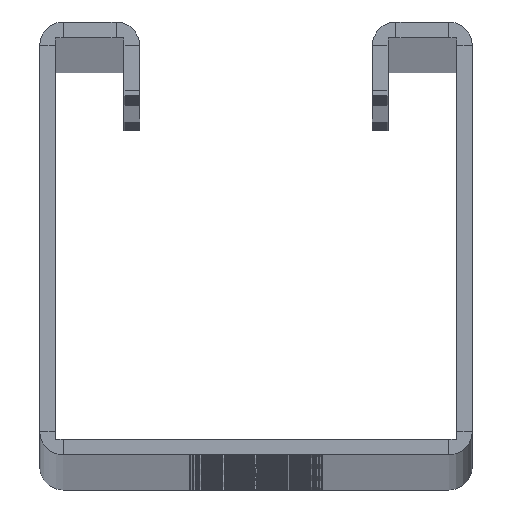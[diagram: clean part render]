
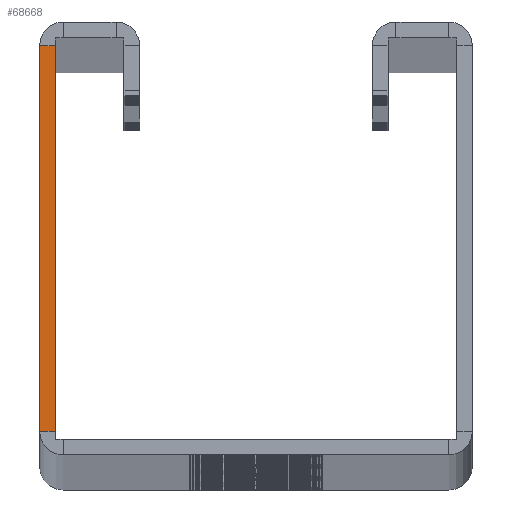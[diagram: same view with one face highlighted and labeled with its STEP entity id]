
A CAD part, top view. The second image highlights one B-rep face of the part: STEP entity #68668.
In plain terms, the highlighted planar face has unit normal (0, 0, 1).
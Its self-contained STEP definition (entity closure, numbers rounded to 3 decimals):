
#2592 = VECTOR ( 'NONE', #39904, 1000. ) ;
#2887 = DIRECTION ( 'NONE',  ( 0., 0., 1. ) ) ;
#3595 = VECTOR ( 'NONE', #52056, 1000. ) ;
#3772 = ORIENTED_EDGE ( 'NONE', *, *, #17775, .T. ) ;
#4000 = DIRECTION ( 'NONE',  ( 1., 0., 0. ) ) ;
#5307 = ORIENTED_EDGE ( 'NONE', *, *, #48713, .T. ) ;
#6438 = EDGE_CURVE ( 'NONE', #69220, #63524, #51071, .T. ) ;
#7648 = EDGE_CURVE ( 'NONE', #30921, #36414, #22215, .T. ) ;
#9594 = CARTESIAN_POINT ( 'NONE',  ( -20.5, 38.75, 0. ) ) ;
#10466 = EDGE_LOOP ( 'NONE', ( #57045, #3772, #65989, #5307 ) ) ;
#14925 = CARTESIAN_POINT ( 'NONE',  ( -20.5, 2.25, 0. ) ) ;
#15984 = VECTOR ( 'NONE', #4000, 1000. ) ;
#17664 = LINE ( 'NONE', #57882, #15984 ) ;
#17775 = EDGE_CURVE ( 'NONE', #30921, #69220, #17664, .T. ) ;
#19196 = CARTESIAN_POINT ( 'NONE',  ( -19., 38.75, 0. ) ) ;
#22215 = LINE ( 'NONE', #40713, #3595 ) ;
#29560 = DIRECTION ( 'NONE',  ( 1., 0., 0. ) ) ;
#30921 = VERTEX_POINT ( 'NONE', #14925 ) ;
#34501 = PLANE ( 'NONE',  #63916 ) ;
#34510 = DIRECTION ( 'NONE',  ( 0., 1., 0. ) ) ;
#34986 = CARTESIAN_POINT ( 'NONE',  ( -19., 0., 0. ) ) ;
#35529 = LINE ( 'NONE', #19196, #2592 ) ;
#36414 = VERTEX_POINT ( 'NONE', #9594 ) ;
#39904 = DIRECTION ( 'NONE',  ( -1., 0., 0. ) ) ;
#40713 = CARTESIAN_POINT ( 'NONE',  ( -20.5, 0., 0. ) ) ;
#45025 = CARTESIAN_POINT ( 'NONE',  ( -19., 38.75, 0. ) ) ;
#45608 = FACE_OUTER_BOUND ( 'NONE', #10466, .T. ) ;
#48713 = EDGE_CURVE ( 'NONE', #63524, #36414, #35529, .T. ) ;
#51071 = LINE ( 'NONE', #34986, #62986 ) ;
#52056 = DIRECTION ( 'NONE',  ( 0., 1., 0. ) ) ;
#57045 = ORIENTED_EDGE ( 'NONE', *, *, #7648, .F. ) ;
#57882 = CARTESIAN_POINT ( 'NONE',  ( -20.5, 2.25, 0. ) ) ;
#61172 = CARTESIAN_POINT ( 'NONE',  ( -19., 2.25, 0. ) ) ;
#61965 = CARTESIAN_POINT ( 'NONE',  ( -18.25, 1.5, 0. ) ) ;
#62986 = VECTOR ( 'NONE', #34510, 1000. ) ;
#63524 = VERTEX_POINT ( 'NONE', #45025 ) ;
#63916 = AXIS2_PLACEMENT_3D ( 'NONE', #61965, #2887, #29560 ) ;
#65989 = ORIENTED_EDGE ( 'NONE', *, *, #6438, .T. ) ;
#68668 = ADVANCED_FACE ( 'NONE', ( #45608 ), #34501, .T. ) ;
#69220 = VERTEX_POINT ( 'NONE', #61172 ) ;
